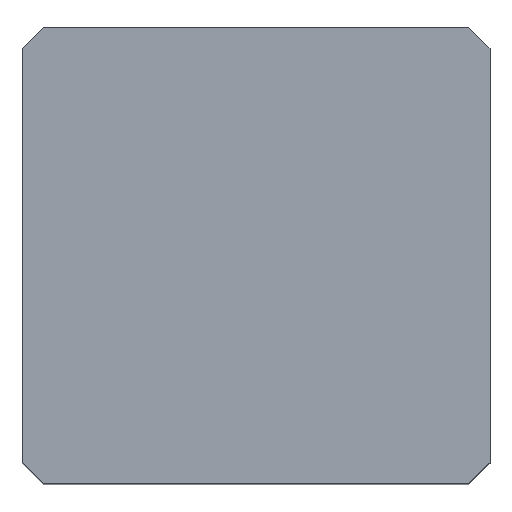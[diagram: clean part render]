
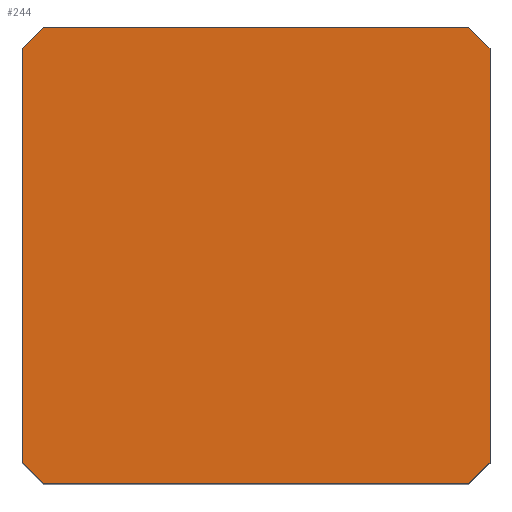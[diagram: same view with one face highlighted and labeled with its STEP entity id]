
A CAD part, top view. The second image highlights one B-rep face of the part: STEP entity #244.
In plain terms, the highlighted planar face has unit normal (0, 0, 1).
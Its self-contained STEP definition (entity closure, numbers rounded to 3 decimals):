
#3 = EDGE_CURVE ( 'NONE', #309, #290, #321, .T. ) ;
#14 = EDGE_CURVE ( 'NONE', #269, #293, #271, .T. ) ;
#33 = ORIENTED_EDGE ( 'NONE', *, *, #56, .T. ) ;
#39 = DIRECTION ( 'NONE',  ( -0.707, -0.707, 0. ) ) ;
#42 = LINE ( 'NONE', #311, #237 ) ;
#43 = VECTOR ( 'NONE', #39, 1000. ) ;
#56 = EDGE_CURVE ( 'NONE', #109, #137, #138, .T. ) ;
#57 = ORIENTED_EDGE ( 'NONE', *, *, #157, .T. ) ;
#61 = DIRECTION ( 'NONE',  ( 0.707, 0.707, 0. ) ) ;
#65 = DIRECTION ( 'NONE',  ( -0.707, 0.707, 0. ) ) ;
#67 = CARTESIAN_POINT ( 'NONE',  ( 0., 32.6, 33. ) ) ;
#72 = VERTEX_POINT ( 'NONE', #169 ) ;
#73 = CARTESIAN_POINT ( 'NONE',  ( 0., 1.5, 33. ) ) ;
#74 = VECTOR ( 'NONE', #65, 1000. ) ;
#79 = DIRECTION ( 'NONE',  ( 0., 0., -1. ) ) ;
#81 = EDGE_CURVE ( 'NONE', #290, #72, #228, .T. ) ;
#84 = ORIENTED_EDGE ( 'NONE', *, *, #128, .T. ) ;
#92 = CARTESIAN_POINT ( 'NONE',  ( 0., 31.1, 33. ) ) ;
#97 = CARTESIAN_POINT ( 'NONE',  ( 1.5, 32.6, 33. ) ) ;
#102 = AXIS2_PLACEMENT_3D ( 'NONE', #243, #79, #187 ) ;
#106 = VECTOR ( 'NONE', #146, 1000. ) ;
#107 = EDGE_LOOP ( 'NONE', ( #259, #215, #234, #186, #57, #33, #320, #84 ) ) ;
#109 = VERTEX_POINT ( 'NONE', #323 ) ;
#115 = EDGE_CURVE ( 'NONE', #137, #317, #151, .T. ) ;
#121 = CARTESIAN_POINT ( 'NONE',  ( 0., 0., 33. ) ) ;
#128 = EDGE_CURVE ( 'NONE', #317, #309, #174, .T. ) ;
#137 = VERTEX_POINT ( 'NONE', #229 ) ;
#138 = LINE ( 'NONE', #192, #210 ) ;
#146 = DIRECTION ( 'NONE',  ( -1., 0., 0. ) ) ;
#151 = LINE ( 'NONE', #299, #221 ) ;
#156 = VECTOR ( 'NONE', #250, 1000. ) ;
#157 = EDGE_CURVE ( 'NONE', #293, #109, #42, .T. ) ;
#158 = VECTOR ( 'NONE', #331, 1000. ) ;
#168 = CARTESIAN_POINT ( 'NONE',  ( 1.5, 0., 33. ) ) ;
#169 = CARTESIAN_POINT ( 'NONE',  ( 0., 31.1, 33. ) ) ;
#174 = LINE ( 'NONE', #209, #74 ) ;
#183 = CARTESIAN_POINT ( 'NONE',  ( 1.5, 0., 33. ) ) ;
#186 = ORIENTED_EDGE ( 'NONE', *, *, #14, .T. ) ;
#187 = DIRECTION ( 'NONE',  ( -1., 0., 0. ) ) ;
#192 = CARTESIAN_POINT ( 'NONE',  ( 33.4, 1.5, 33. ) ) ;
#201 = DIRECTION ( 'NONE',  ( 1., 0., 0. ) ) ;
#209 = CARTESIAN_POINT ( 'NONE',  ( 31.9, 32.6, 33. ) ) ;
#210 = VECTOR ( 'NONE', #61, 1000. ) ;
#215 = ORIENTED_EDGE ( 'NONE', *, *, #81, .T. ) ;
#221 = VECTOR ( 'NONE', #255, 1000. ) ;
#228 = LINE ( 'NONE', #92, #43 ) ;
#229 = CARTESIAN_POINT ( 'NONE',  ( 33.4, 1.5, 33. ) ) ;
#231 = LINE ( 'NONE', #121, #158 ) ;
#234 = ORIENTED_EDGE ( 'NONE', *, *, #287, .T. ) ;
#237 = VECTOR ( 'NONE', #201, 1000. ) ;
#241 = FACE_OUTER_BOUND ( 'NONE', #107, .T. ) ;
#243 = CARTESIAN_POINT ( 'NONE',  ( 0., 0., 33. ) ) ;
#244 = ADVANCED_FACE ( 'NONE', ( #241 ), #316, .F. ) ;
#249 = CARTESIAN_POINT ( 'NONE',  ( 31.9, 32.6, 33. ) ) ;
#250 = DIRECTION ( 'NONE',  ( 0.707, -0.707, 0. ) ) ;
#255 = DIRECTION ( 'NONE',  ( 0., 1., 0. ) ) ;
#259 = ORIENTED_EDGE ( 'NONE', *, *, #3, .T. ) ;
#269 = VERTEX_POINT ( 'NONE', #73 ) ;
#271 = LINE ( 'NONE', #168, #156 ) ;
#287 = EDGE_CURVE ( 'NONE', #72, #269, #231, .T. ) ;
#290 = VERTEX_POINT ( 'NONE', #97 ) ;
#293 = VERTEX_POINT ( 'NONE', #183 ) ;
#299 = CARTESIAN_POINT ( 'NONE',  ( 33.4, 0., 33. ) ) ;
#307 = CARTESIAN_POINT ( 'NONE',  ( 33.4, 31.1, 33. ) ) ;
#309 = VERTEX_POINT ( 'NONE', #249 ) ;
#311 = CARTESIAN_POINT ( 'NONE',  ( 0., 0., 33. ) ) ;
#316 = PLANE ( 'NONE',  #102 ) ;
#317 = VERTEX_POINT ( 'NONE', #307 ) ;
#320 = ORIENTED_EDGE ( 'NONE', *, *, #115, .T. ) ;
#321 = LINE ( 'NONE', #67, #106 ) ;
#323 = CARTESIAN_POINT ( 'NONE',  ( 31.9, 0., 33. ) ) ;
#331 = DIRECTION ( 'NONE',  ( 0., -1., 0. ) ) ;
